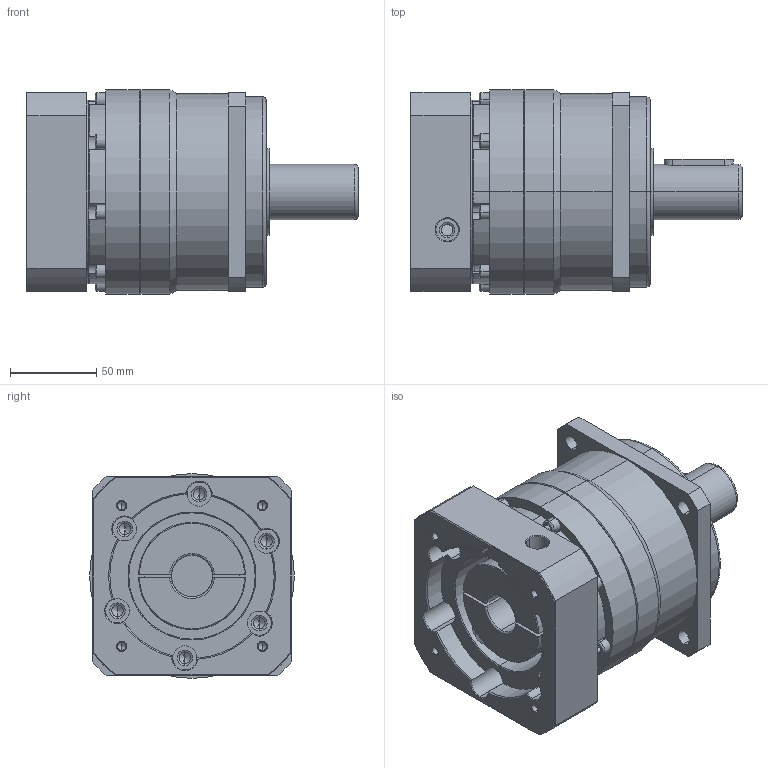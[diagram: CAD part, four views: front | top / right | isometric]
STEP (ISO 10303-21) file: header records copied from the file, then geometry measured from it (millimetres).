
FILE_DESCRIPTION (( 'STEP AP214' ), '1' );
FILE_NAME ('PB115-L1-24-95-115-M6-M8.STEP', '2022-02-19T05:22:22', ( 'admin' ), ( '' ), 'SwSTEP 2.0', 'SolidWorks 2013', '' );
FILE_SCHEMA (( 'AUTOMOTIVE_DESIGN' ));
Length unit declared in the file: millimetre
Products named in the file (4): PB115-95-115M6; PB115_X2_58F34F537AEF_X0_; PB115_X2_8F9351FA7AEF_X0_; PB115-L1-24-95-115-M6-M8
Assembly tree (3 placements, depth 2):
  PB115-L1-24-95-115-M6-M8
    PB115_X2_8F9351FA7AEF_X0_
    PB115_X2_58F34F537AEF_X0_
    PB115-95-115M6
Bounding box: 192 x 118.5 x 118.5 mm (x, y, z)
Volume: 1392015.4 mm3; surface area: 166719.7 mm2
Topology: 3 solids, 3 shells, 468 faces, 1159 edges, 702 vertices
Faces by surface type: cylinder 200, cone 129, plane 116, bspline 23
Entity records: 19757 total; most frequent: CARTESIAN_POINT 3461, DIRECTION 2409, ORIENTED_EDGE 2210, EDGE_CURVE 1105, AXIS2_PLACEMENT_3D 950, VERTEX_POINT 702, EDGE_LOOP 561, VECTOR 509
